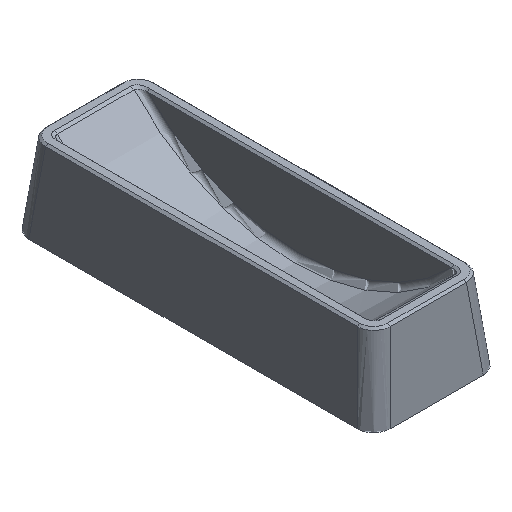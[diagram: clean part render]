
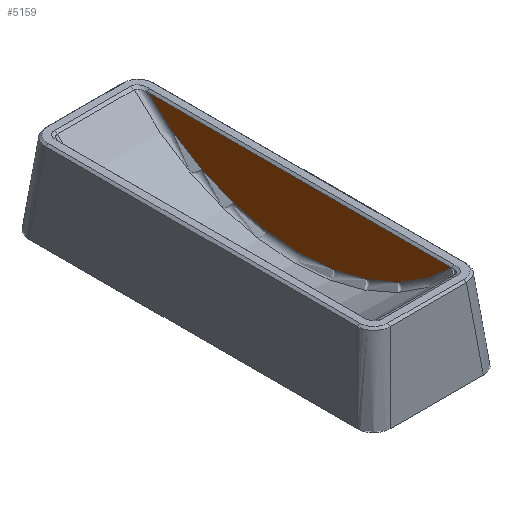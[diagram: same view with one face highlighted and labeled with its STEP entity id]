
A CAD part, isometric view. The second image highlights one B-rep face of the part: STEP entity #5159.
In plain terms, the highlighted planar face has unit normal (-1, 0, 0).
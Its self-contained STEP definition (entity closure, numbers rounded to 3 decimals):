
#1546 = PLANE('',#1547);
#1547 = AXIS2_PLACEMENT_3D('',#1548,#1549,#1550);
#1548 = CARTESIAN_POINT('',(16.35,-56.285,29.65));
#1549 = DIRECTION('',(-0.707,0.,0.707));
#1550 = DIRECTION('',(0.,1.,0.));
#3867 = VERTEX_POINT('',#3868);
#3868 = CARTESIAN_POINT('',(16.,55.605,29.3));
#3928 = TOROIDAL_SURFACE('',#3929,78.,2.);
#3929 = AXIS2_PLACEMENT_3D('',#3930,#3931,#3932);
#3930 = CARTESIAN_POINT('',(14.,0.,84.));
#3931 = DIRECTION('',(1.,0.,0.));
#3932 = DIRECTION('',(0.,-0.738,-0.675));
#3994 = VERTEX_POINT('',#3995);
#3995 = CARTESIAN_POINT('',(16.,-55.605,29.3));
#4125 = EDGE_CURVE('',#3994,#3867,#4126,.T.);
#4126 = SURFACE_CURVE('',#4127,(#4131,#4138),.PCURVE_S1.);
#4127 = LINE('',#4128,#4129);
#4128 = CARTESIAN_POINT('',(16.,-56.285,29.3));
#4129 = VECTOR('',#4130,1.);
#4130 = DIRECTION('',(0.,1.,0.));
#4131 = PCURVE('',#1546,#4132);
#4132 = DEFINITIONAL_REPRESENTATION('',(#4133),#4137);
#4133 = LINE('',#4134,#4135);
#4134 = CARTESIAN_POINT('',(0.,0.495));
#4135 = VECTOR('',#4136,1.);
#4136 = DIRECTION('',(1.,0.));
#4137 = ( GEOMETRIC_REPRESENTATION_CONTEXT(2) 
PARAMETRIC_REPRESENTATION_CONTEXT() REPRESENTATION_CONTEXT('2D SPACE',''
  ) );
#4138 = PCURVE('',#4139,#4144);
#4139 = PLANE('',#4140);
#4140 = AXIS2_PLACEMENT_3D('',#4141,#4142,#4143);
#4141 = CARTESIAN_POINT('',(16.,0.,84.));
#4142 = DIRECTION('',(1.,0.,0.));
#4143 = DIRECTION('',(0.,0.,1.));
#4144 = DEFINITIONAL_REPRESENTATION('',(#4145),#4149);
#4145 = LINE('',#4146,#4147);
#4146 = CARTESIAN_POINT('',(-54.7,56.285));
#4147 = VECTOR('',#4148,1.);
#4148 = DIRECTION('',(0.,-1.));
#4149 = ( GEOMETRIC_REPRESENTATION_CONTEXT(2) 
PARAMETRIC_REPRESENTATION_CONTEXT() REPRESENTATION_CONTEXT('2D SPACE',''
  ) );
#5137 = EDGE_CURVE('',#3994,#3867,#5138,.T.);
#5138 = SURFACE_CURVE('',#5139,(#5144,#5151),.PCURVE_S1.);
#5139 = CIRCLE('',#5140,78.);
#5140 = AXIS2_PLACEMENT_3D('',#5141,#5142,#5143);
#5141 = CARTESIAN_POINT('',(16.,0.,84.));
#5142 = DIRECTION('',(1.,0.,0.));
#5143 = DIRECTION('',(0.,-0.738,-0.675));
#5144 = PCURVE('',#3928,#5145);
#5145 = DEFINITIONAL_REPRESENTATION('',(#5146),#5150);
#5146 = LINE('',#5147,#5148);
#5147 = CARTESIAN_POINT('',(0.,1.571));
#5148 = VECTOR('',#5149,1.);
#5149 = DIRECTION('',(1.,0.));
#5150 = ( GEOMETRIC_REPRESENTATION_CONTEXT(2) 
PARAMETRIC_REPRESENTATION_CONTEXT() REPRESENTATION_CONTEXT('2D SPACE',''
  ) );
#5151 = PCURVE('',#4139,#5152);
#5152 = DEFINITIONAL_REPRESENTATION('',(#5153),#5157);
#5153 = CIRCLE('',#5154,78.);
#5154 = AXIS2_PLACEMENT_2D('',#5155,#5156);
#5155 = CARTESIAN_POINT('',(0.,0.));
#5156 = DIRECTION('',(-0.675,0.738));
#5157 = ( GEOMETRIC_REPRESENTATION_CONTEXT(2) 
PARAMETRIC_REPRESENTATION_CONTEXT() REPRESENTATION_CONTEXT('2D SPACE',''
  ) );
#5159 = ADVANCED_FACE('',(#5160),#4139,.F.);
#5160 = FACE_BOUND('',#5161,.F.);
#5161 = EDGE_LOOP('',(#5162,#5163));
#5162 = ORIENTED_EDGE('',*,*,#5137,.T.);
#5163 = ORIENTED_EDGE('',*,*,#4125,.F.);
